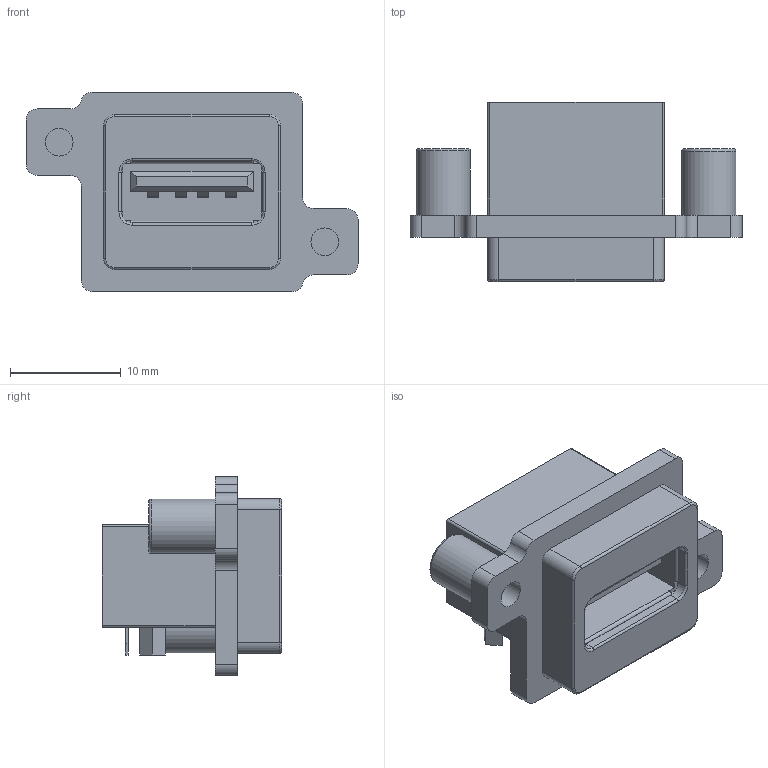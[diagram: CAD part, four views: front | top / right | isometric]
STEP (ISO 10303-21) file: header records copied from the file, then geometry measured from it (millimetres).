
FILE_DESCRIPTION(('FreeCAD Model'),'2;1');
FILE_NAME('Open CASCADE Shape Model','2024-12-25T13:55:01',(''),(''), 'Open CASCADE STEP processor 7.6','FreeCAD','Unknown');
FILE_SCHEMA(('AUTOMOTIVE_DESIGN { 1 0 10303 214 1 1 1 1 }'));
Length unit declared in the file: millimetre
Products named in the file (5): MUSB_A111_M1; Body; Housing; Insert; Pins
Assembly tree (4 placements, depth 2):
  MUSB_A111_M1
    Body
    Housing
    Insert
    Pins
Bounding box: 30 x 16.2 x 18 mm (x, y, z)
Volume: 1941 mm3; surface area: 4286.3 mm2
Topology: 7 solids, 7 shells, 251 faces, 672 edges, 438 vertices
Faces by surface type: plane 199, cylinder 42, torus 10
Full cylindrical faces by diameter (mm): 2.5 x2, 4.9 x2
Entity records: 7887 total; most frequent: CARTESIAN_POINT 1366, ORIENTED_EDGE 1344, DIRECTION 1280, EDGE_CURVE 672, LINE 576, VECTOR 576, VERTEX_POINT 438, AXIS2_PLACEMENT_3D 352
